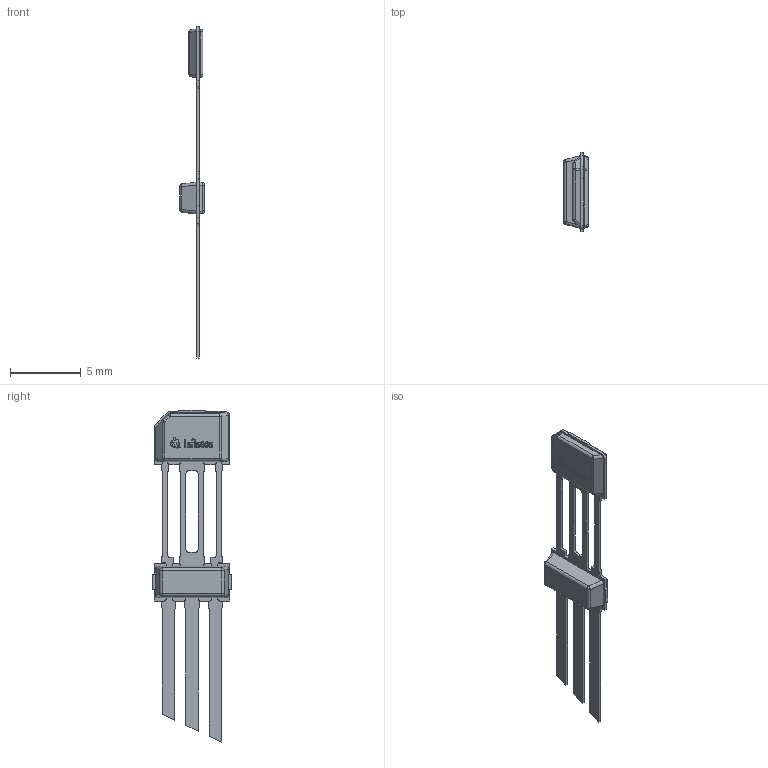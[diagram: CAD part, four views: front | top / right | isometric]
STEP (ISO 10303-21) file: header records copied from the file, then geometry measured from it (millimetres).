
FILE_DESCRIPTION(/* description */ (''),/* implementation_level */ '2;1');
FILE_NAME(/* name */ 'PG-SSO-3-9_Z8B00008325_V07_3D.stp',/* time_stamp */ '2020-03-24T15:41:41+05:00',/* author */ ('janartha'),/* organization */ (''),/* preprocessor_version */ 'ST-DEVELOPER v16.13',/* originating_system */ 'AutoCAD Mechanical',/* authorisation */ '');
FILE_SCHEMA (('AUTOMOTIVE_DESIGN { 1 0 10303 214 3 1 1 }'));
Length unit declared in the file: millimetre
Products named in the file (1): Product
Bounding box: 1.75 x 5.64 x 23.51 mm (x, y, z)
Volume: 42.8 mm3; surface area: 316.8 mm2
Topology: 24 solids, 24 shells, 406 faces, 1020 edges, 662 vertices
Faces by surface type: plane 266, cylinder 99, bspline 23, sphere 18
Full cylindrical faces by diameter (mm): 0.093 x1, 0.189 x1
Entity records: 12370 total; most frequent: CARTESIAN_POINT 2658, ORIENTED_EDGE 2036, DIRECTION 1938, EDGE_CURVE 1018, LINE 774, VECTOR 774, VERTEX_POINT 662, AXIS2_PLACEMENT_3D 582
